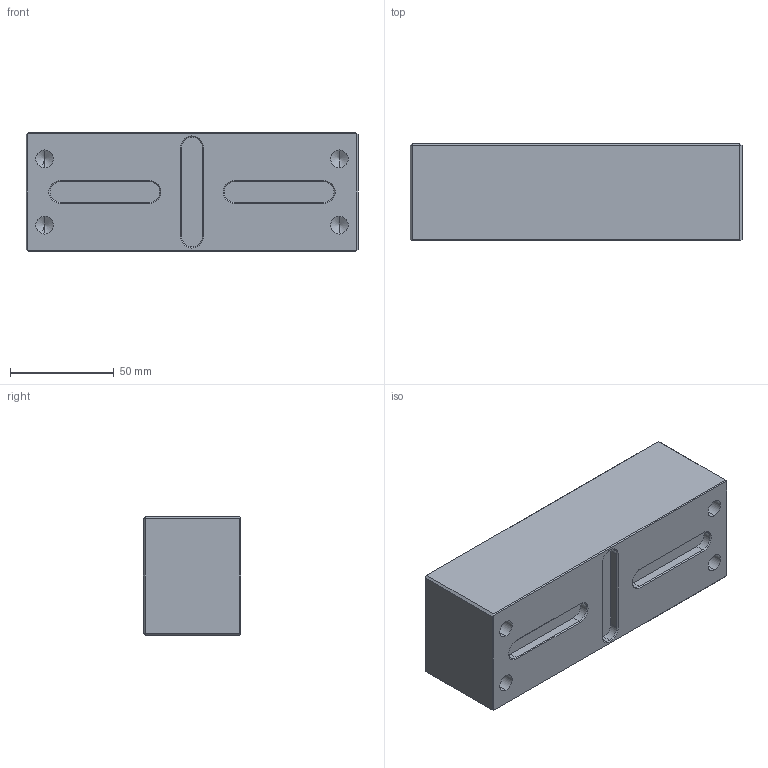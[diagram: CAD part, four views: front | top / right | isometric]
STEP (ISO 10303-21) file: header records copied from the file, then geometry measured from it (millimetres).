
FILE_DESCRIPTION (( 'STEP AP203' ), '1' );
FILE_NAME ('49256.STEP', '2011-04-11T08:33:31', ( 'Lang' ), ( '' ), 'SwSTEP 2.0', 'SolidWorks 2011', '' );
FILE_SCHEMA (( 'CONFIG_CONTROL_DESIGN' ));
Length unit declared in the file: millimetre
Products named in the file (1): 49256
Bounding box: 160 x 47 x 57 mm (x, y, z)
Volume: 417770.6 mm3; surface area: 41267.3 mm2
Topology: 1 solids, 1 shells, 67 faces, 149 edges, 83 vertices
Faces by surface type: plane 37, cone 15, cylinder 15
Entity records: 1825 total; most frequent: DIRECTION 314, CARTESIAN_POINT 292, ORIENTED_EDGE 282, EDGE_CURVE 141, AXIS2_PLACEMENT_3D 105, LINE 104, VECTOR 104, VERTEX_POINT 83
